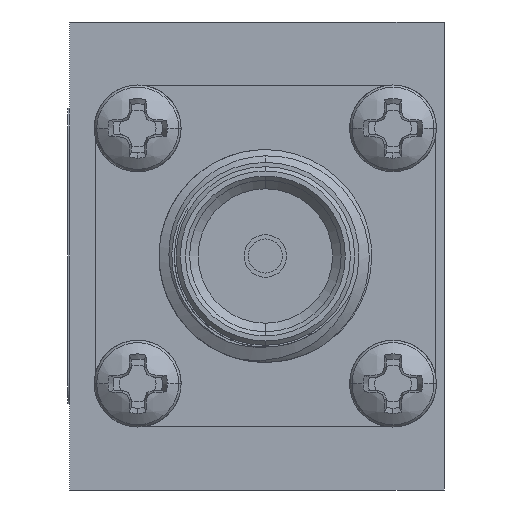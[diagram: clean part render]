
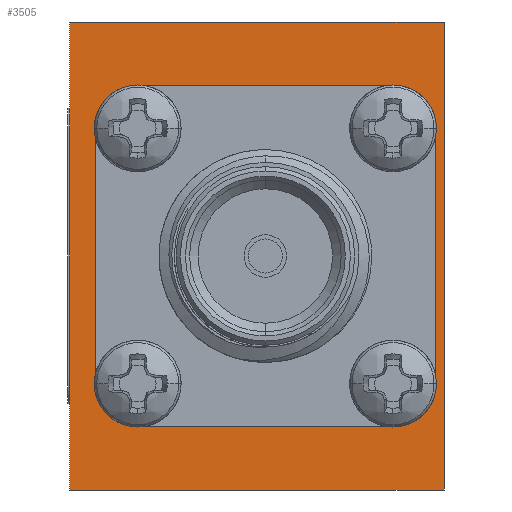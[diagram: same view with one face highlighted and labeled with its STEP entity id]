
A CAD part, left-side view. The second image highlights one B-rep face of the part: STEP entity #3505.
In plain terms, the highlighted planar face has unit normal (-1, 0, 0).
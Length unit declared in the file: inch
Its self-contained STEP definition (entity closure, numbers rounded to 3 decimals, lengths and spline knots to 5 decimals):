
#90 = VERTEX_POINT ( 'NONE', #1610 ) ;
#500 = DIRECTION ( 'NONE',  ( 0., 0., -1. ) ) ;
#548 = CARTESIAN_POINT ( 'NONE',  ( -0.8, -0.22, -0.275 ) ) ;
#667 = DIRECTION ( 'NONE',  ( 1., 0., 0. ) ) ;
#860 = LINE ( 'NONE', #10042, #7476 ) ;
#913 = CARTESIAN_POINT ( 'NONE',  ( -0.8, -0.16, -0.15 ) ) ;
#1011 = DIRECTION ( 'NONE',  ( 1., 0., 0. ) ) ;
#1021 = EDGE_CURVE ( 'NONE', #7711, #10089, #8962, .T. ) ;
#1220 = CARTESIAN_POINT ( 'NONE',  ( -0.8, -0.22, 0.275 ) ) ;
#1255 = ORIENTED_EDGE ( 'NONE', *, *, #13494, .F. ) ;
#1321 = CARTESIAN_POINT ( 'NONE',  ( -0.8, -0.16, 0.2 ) ) ;
#1397 = DIRECTION ( 'NONE',  ( 1., 0., 0. ) ) ;
#1610 = CARTESIAN_POINT ( 'NONE',  ( -0.8, -0.21, 0.15 ) ) ;
#1649 = ORIENTED_EDGE ( 'NONE', *, *, #4003, .F. ) ;
#1671 = ORIENTED_EDGE ( 'NONE', *, *, #2692, .T. ) ;
#1969 = EDGE_CURVE ( 'NONE', #14043, #13514, #12260, .T. ) ;
#2069 = ORIENTED_EDGE ( 'NONE', *, *, #7216, .F. ) ;
#2160 = CARTESIAN_POINT ( 'NONE',  ( -0.8, -0.22, -0.275 ) ) ;
#2692 = EDGE_CURVE ( 'NONE', #4788, #13514, #4334, .T. ) ;
#2725 = CARTESIAN_POINT ( 'NONE',  ( -0.8, 0.14, 0.15 ) ) ;
#2758 = DIRECTION ( 'NONE',  ( 0., -1., 0. ) ) ;
#2812 = DIRECTION ( 'NONE',  ( 0., -1., 0. ) ) ;
#3041 = EDGE_CURVE ( 'NONE', #13378, #3970, #14813, .T. ) ;
#3202 = VECTOR ( 'NONE', #3834, 39.37008 ) ;
#3505 = ADVANCED_FACE ( 'NONE', ( #13899, #10736 ), #3754, .F. ) ;
#3754 = PLANE ( 'NONE',  #6773 ) ;
#3834 = DIRECTION ( 'NONE',  ( 0., 0., -1. ) ) ;
#3970 = VERTEX_POINT ( 'NONE', #10857 ) ;
#3979 = EDGE_CURVE ( 'NONE', #13392, #4788, #9464, .T. ) ;
#4003 = EDGE_CURVE ( 'NONE', #9860, #90, #7263, .T. ) ;
#4334 = LINE ( 'NONE', #2160, #12798 ) ;
#4462 = CARTESIAN_POINT ( 'NONE',  ( -0.8, 0.14, 0.2 ) ) ;
#4788 = VERTEX_POINT ( 'NONE', #14059 ) ;
#4875 = CIRCLE ( 'NONE', #14375, 0.05 ) ;
#4955 = DIRECTION ( 'NONE',  ( 0., 0., -1. ) ) ;
#5768 = ORIENTED_EDGE ( 'NONE', *, *, #10277, .F. ) ;
#6142 = CARTESIAN_POINT ( 'NONE',  ( -0.8, -0.22, 0.275 ) ) ;
#6173 = CARTESIAN_POINT ( 'NONE',  ( -0.8, -0.21, -0.15 ) ) ;
#6187 = EDGE_CURVE ( 'NONE', #13378, #11406, #7050, .T. ) ;
#6587 = EDGE_CURVE ( 'NONE', #9860, #11406, #10692, .T. ) ;
#6773 = AXIS2_PLACEMENT_3D ( 'NONE', #6142, #1397, #4955 ) ;
#7050 = LINE ( 'NONE', #8822, #11637 ) ;
#7066 = ORIENTED_EDGE ( 'NONE', *, *, #1969, .F. ) ;
#7216 = EDGE_CURVE ( 'NONE', #7838, #10089, #12175, .T. ) ;
#7263 = LINE ( 'NONE', #13308, #10721 ) ;
#7476 = VECTOR ( 'NONE', #500, 39.37008 ) ;
#7711 = VERTEX_POINT ( 'NONE', #8053 ) ;
#7838 = VERTEX_POINT ( 'NONE', #1321 ) ;
#8023 = VECTOR ( 'NONE', #9602, 39.37008 ) ;
#8053 = CARTESIAN_POINT ( 'NONE',  ( -0.8, 0.19, 0.15 ) ) ;
#8204 = ORIENTED_EDGE ( 'NONE', *, *, #3979, .T. ) ;
#8822 = CARTESIAN_POINT ( 'NONE',  ( -0.8, 0.19, -0.2 ) ) ;
#8835 = CARTESIAN_POINT ( 'NONE',  ( -0.8, 0.14, -0.15 ) ) ;
#8962 = CIRCLE ( 'NONE', #11036, 0.05 ) ;
#9211 = DIRECTION ( 'NONE',  ( 0., 1., 0. ) ) ;
#9393 = DIRECTION ( 'NONE',  ( 0., 0., 1. ) ) ;
#9464 = LINE ( 'NONE', #13363, #3202 ) ;
#9563 = ORIENTED_EDGE ( 'NONE', *, *, #1021, .T. ) ;
#9602 = DIRECTION ( 'NONE',  ( 0., 0., -1. ) ) ;
#9790 = CARTESIAN_POINT ( 'NONE',  ( -0.8, -0.22, 0.275 ) ) ;
#9858 = DIRECTION ( 'NONE',  ( 0., 0., 1. ) ) ;
#9860 = VERTEX_POINT ( 'NONE', #6173 ) ;
#9866 = DIRECTION ( 'NONE',  ( 0., 0., 1. ) ) ;
#9919 = DIRECTION ( 'NONE',  ( 1., 0., 0. ) ) ;
#9932 = CARTESIAN_POINT ( 'NONE',  ( -0.8, -0.22, 0.275 ) ) ;
#10012 = CARTESIAN_POINT ( 'NONE',  ( -0.8, 0.14, -0.2 ) ) ;
#10042 = CARTESIAN_POINT ( 'NONE',  ( -0.8, 0.19, 0.2 ) ) ;
#10089 = VERTEX_POINT ( 'NONE', #4462 ) ;
#10163 = CARTESIAN_POINT ( 'NONE',  ( -0.8, -0.16, -0.2 ) ) ;
#10277 = EDGE_CURVE ( 'NONE', #13392, #14043, #13955, .T. ) ;
#10362 = DIRECTION ( 'NONE',  ( 0., -1., 0. ) ) ;
#10648 = ORIENTED_EDGE ( 'NONE', *, *, #3041, .T. ) ;
#10692 = CIRCLE ( 'NONE', #10893, 0.05 ) ;
#10721 = VECTOR ( 'NONE', #9858, 39.37008 ) ;
#10736 = FACE_BOUND ( 'NONE', #12971, .T. ) ;
#10857 = CARTESIAN_POINT ( 'NONE',  ( -0.8, 0.19, -0.15 ) ) ;
#10893 = AXIS2_PLACEMENT_3D ( 'NONE', #913, #1011, #12632 ) ;
#11034 = VECTOR ( 'NONE', #9211, 39.37008 ) ;
#11036 = AXIS2_PLACEMENT_3D ( 'NONE', #2725, #9919, #9866 ) ;
#11406 = VERTEX_POINT ( 'NONE', #10163 ) ;
#11465 = CARTESIAN_POINT ( 'NONE',  ( -0.8, 0.19, 0.2 ) ) ;
#11637 = VECTOR ( 'NONE', #2812, 39.37008 ) ;
#11973 = CARTESIAN_POINT ( 'NONE',  ( -0.8, -0.16, 0.15 ) ) ;
#12086 = AXIS2_PLACEMENT_3D ( 'NONE', #8835, #667, #14901 ) ;
#12175 = LINE ( 'NONE', #11465, #11034 ) ;
#12260 = LINE ( 'NONE', #1220, #8023 ) ;
#12593 = CARTESIAN_POINT ( 'NONE',  ( -0.8, 0.22, 0.275 ) ) ;
#12632 = DIRECTION ( 'NONE',  ( 0., 0., 1. ) ) ;
#12798 = VECTOR ( 'NONE', #10362, 39.37008 ) ;
#12971 = EDGE_LOOP ( 'NONE', ( #2069, #15217, #1649, #13062, #13604, #10648, #1255, #9563 ) ) ;
#13062 = ORIENTED_EDGE ( 'NONE', *, *, #6587, .T. ) ;
#13199 = EDGE_LOOP ( 'NONE', ( #1671, #7066, #5768, #8204 ) ) ;
#13308 = CARTESIAN_POINT ( 'NONE',  ( -0.8, -0.21, 0.2 ) ) ;
#13363 = CARTESIAN_POINT ( 'NONE',  ( -0.8, 0.22, 0.275 ) ) ;
#13378 = VERTEX_POINT ( 'NONE', #10012 ) ;
#13392 = VERTEX_POINT ( 'NONE', #12593 ) ;
#13494 = EDGE_CURVE ( 'NONE', #7711, #3970, #860, .T. ) ;
#13514 = VERTEX_POINT ( 'NONE', #548 ) ;
#13604 = ORIENTED_EDGE ( 'NONE', *, *, #6187, .F. ) ;
#13899 = FACE_OUTER_BOUND ( 'NONE', #13199, .T. ) ;
#13955 = LINE ( 'NONE', #9790, #14162 ) ;
#14043 = VERTEX_POINT ( 'NONE', #9932 ) ;
#14059 = CARTESIAN_POINT ( 'NONE',  ( -0.8, 0.22, -0.275 ) ) ;
#14162 = VECTOR ( 'NONE', #2758, 39.37008 ) ;
#14294 = DIRECTION ( 'NONE',  ( 1., 0., 0. ) ) ;
#14375 = AXIS2_PLACEMENT_3D ( 'NONE', #11973, #14294, #9393 ) ;
#14813 = CIRCLE ( 'NONE', #12086, 0.05 ) ;
#14901 = DIRECTION ( 'NONE',  ( 0., 0., 1. ) ) ;
#15217 = ORIENTED_EDGE ( 'NONE', *, *, #15251, .T. ) ;
#15251 = EDGE_CURVE ( 'NONE', #7838, #90, #4875, .T. ) ;
